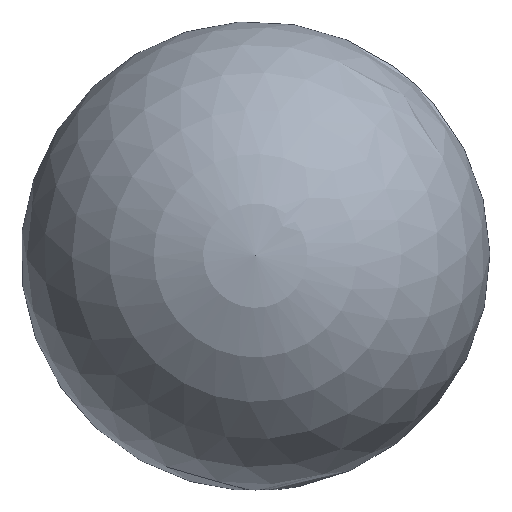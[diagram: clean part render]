
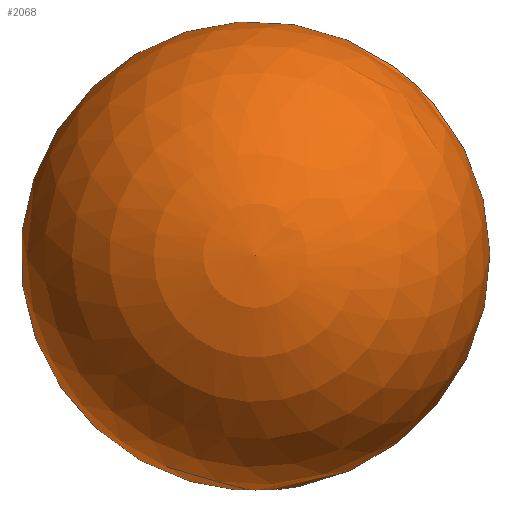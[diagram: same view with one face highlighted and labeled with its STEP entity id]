
A CAD part, top view. The second image highlights one B-rep face of the part: STEP entity #2068.
In plain terms, the highlighted spherical face has radius 60 mm.
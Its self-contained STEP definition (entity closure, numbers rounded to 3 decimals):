
#1640 = EDGE_LOOP ( 'NONE', ( #6190 ) ) ;
#1823 = CIRCLE ( 'NONE', #1861, 4.747 ) ;
#1861 = AXIS2_PLACEMENT_3D ( 'NONE', #5882, #6882, #3007 ) ;
#2068 = ADVANCED_FACE ( 'NONE', ( #3584 ), #8518, .T. ) ;
#3007 = DIRECTION ( 'NONE',  ( 0., 0., 1. ) ) ;
#3584 = FACE_OUTER_BOUND ( 'NONE', #1640, .T. ) ;
#4160 = AXIS2_PLACEMENT_3D ( 'NONE', #11080, #4238, #11131 ) ;
#4238 = DIRECTION ( 'NONE',  ( 0., 0., -1. ) ) ;
#5795 = CARTESIAN_POINT ( 'NONE',  ( 0., 0.188, 4.747 ) ) ;
#5882 = CARTESIAN_POINT ( 'NONE',  ( 0., 0.188, 0. ) ) ;
#6190 = ORIENTED_EDGE ( 'NONE', *, *, #7497, .T. ) ;
#6550 = VERTEX_POINT ( 'NONE', #5795 ) ;
#6882 = DIRECTION ( 'NONE',  ( 0., 1., 0. ) ) ;
#7497 = EDGE_CURVE ( 'NONE', #6550, #6550, #1823, .T. ) ;
#8518 = SPHERICAL_SURFACE ( 'NONE', #4160, 60. ) ;
#11080 = CARTESIAN_POINT ( 'NONE',  ( 0., 60., 0. ) ) ;
#11131 = DIRECTION ( 'NONE',  ( -1., 0., 0. ) ) ;
